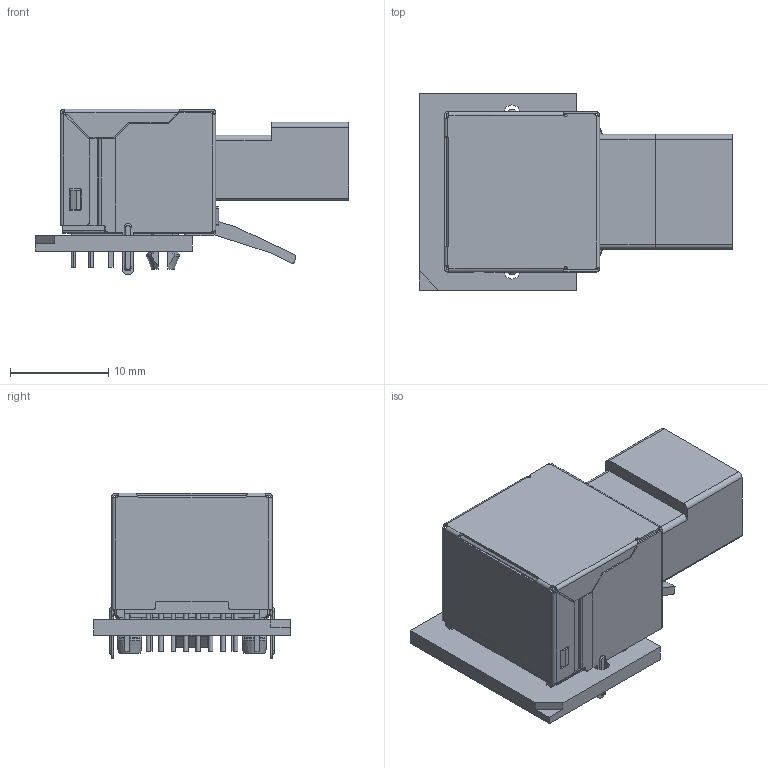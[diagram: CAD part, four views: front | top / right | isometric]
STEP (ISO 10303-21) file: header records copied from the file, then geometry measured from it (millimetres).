
FILE_DESCRIPTION((''),'2;1');
FILE_NAME('SHEJIFANGAN_ASM','2015-05-28T',('Administrator'),(''),'PRO/ENGINEER BY PARAMETRIC TECHNOLOGY CORPORATION, 2004110','PRO/ENGINEER BY PARAMETRIC TECHNOLOGY CORPORATION, 2004110','');
FILE_SCHEMA(('CONFIG_CONTROL_DESIGN'));
Length unit declared in the file: millimetre
Products named in the file (9): SHEJI_JIZUO; PLUG; SHEJI_NEIXIN; SHEJI_PIN; LED; LED_LV; 98LED_PINGBIKE; PCB; SHEJIFANGAN_ASM
Assembly tree (8 placements, depth 2):
  SHEJIFANGAN_ASM
    SHEJI_JIZUO
    PLUG
    SHEJI_NEIXIN
    SHEJI_PIN
    LED
    LED_LV
    98LED_PINGBIKE
    PCB
Bounding box: 31.9 x 20 x 16.85 mm (x, y, z)
Volume: 4253.1 mm3; surface area: 8208.8 mm2
Topology: 23 solids, 23 shells, 1308 faces, 3382 edges, 2116 vertices
Faces by surface type: plane 827, cylinder 359, cone 40, torus 40, bspline 28, sphere 14
Entity records: 41184 total; most frequent: CARTESIAN_POINT 8880, ORIENTED_EDGE 6764, DIRECTION 6556, EDGE_CURVE 3382, VECTOR 2454, LINE 2454, VERTEX_POINT 2116, AXIS2_PLACEMENT_3D 2051
